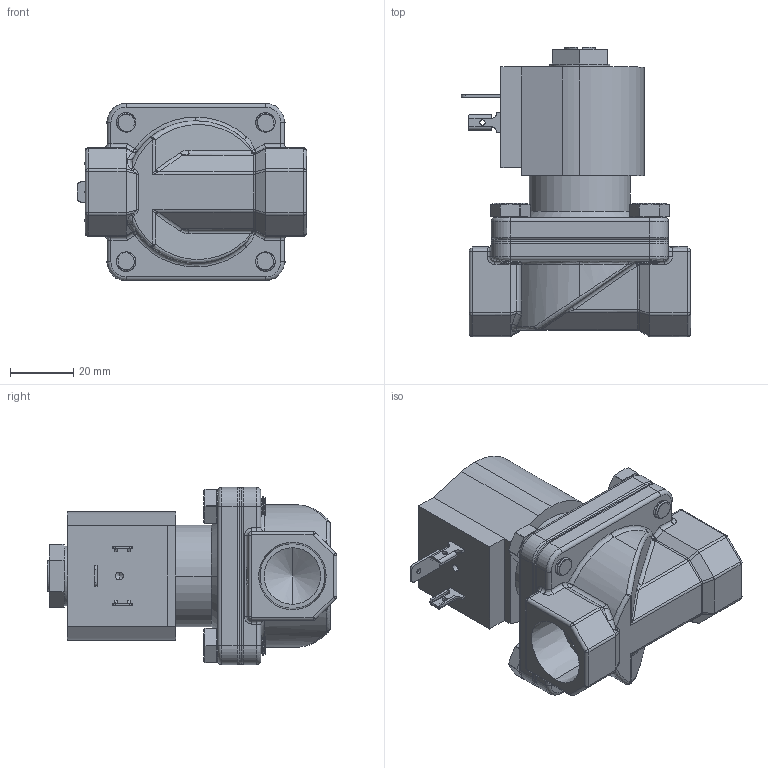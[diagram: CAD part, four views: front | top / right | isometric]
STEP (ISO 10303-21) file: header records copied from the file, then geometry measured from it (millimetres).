
FILE_DESCRIPTION (( 'STEP AP203' ), '1' );
FILE_NAME ('S211YH02V5DG4.step', '2025-12-15T20:45:18', ( '' ), ( '' ), 'SwSTEP 2.0', 'SolidWorks 2024', '' );
FILE_SCHEMA (( 'CONFIG_CONTROL_DESIGN' ));
Products named in the file (1): S211YH02V5DG4
Bounding box: 72.42 x 91.47 x 56.01 mm (x, y, z)
Volume: 143990.8 mm3; surface area: 26019.7 mm2
Topology: 1 solids, 1 shells, 521 faces, 1304 edges, 802 vertices
Faces by surface type: plane 228, cylinder 163, bspline 110, cone 20
Entity records: 28310 total; most frequent: CARTESIAN_POINT 16717, ORIENTED_EDGE 2592, DIRECTION 2154, EDGE_CURVE 1296, VERTEX_POINT 802, AXIS2_PLACEMENT_3D 743, VECTOR 668, LINE 668
